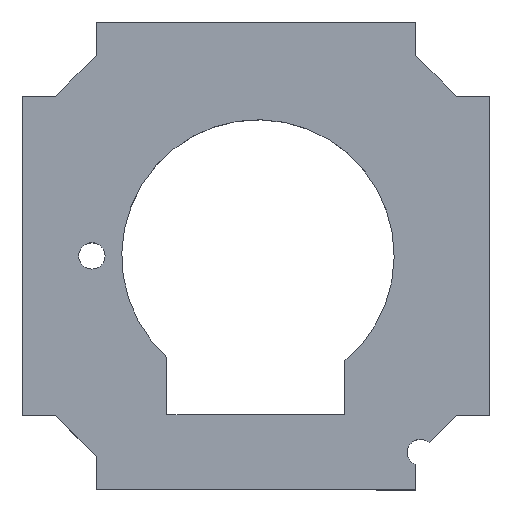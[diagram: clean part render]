
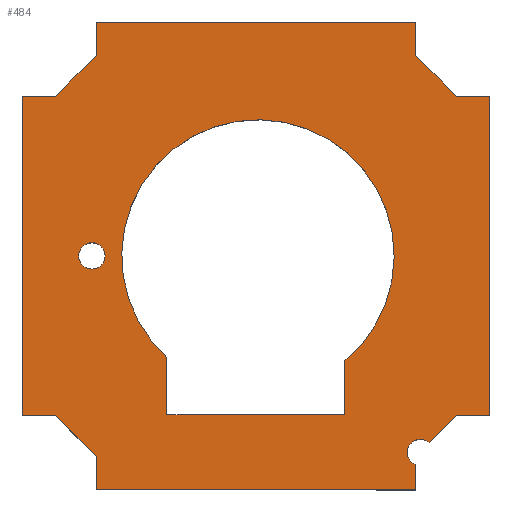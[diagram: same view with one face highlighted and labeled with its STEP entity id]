
A CAD part, top view. The second image highlights one B-rep face of the part: STEP entity #484.
In plain terms, the highlighted planar face has unit normal (0, 0, 1).
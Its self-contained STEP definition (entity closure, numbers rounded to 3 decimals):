
#17=FACE_BOUND('',#88,.T.);
#18=FACE_BOUND('',#89,.T.);
#38=PLANE('',#533);
#61=FACE_OUTER_BOUND('',#87,.T.);
#87=EDGE_LOOP('',(#430,#431,#432,#433,#434,#435,#436,#437,#438,#439,#440,
#441,#442,#443,#444,#445,#446));
#88=EDGE_LOOP('',(#447));
#89=EDGE_LOOP('',(#448,#449,#450,#451));
#114=LINE('',#718,#174);
#117=LINE('',#723,#177);
#119=LINE('',#727,#179);
#121=LINE('',#732,#181);
#124=LINE('',#737,#184);
#126=LINE('',#741,#186);
#128=LINE('',#746,#188);
#131=LINE('',#751,#191);
#133=LINE('',#755,#193);
#136=LINE('',#760,#196);
#137=LINE('',#763,#197);
#139=LINE('',#767,#199);
#141=LINE('',#770,#201);
#142=LINE('',#772,#202);
#144=LINE('',#777,#204);
#146=LINE('',#780,#206);
#147=LINE('',#782,#207);
#148=LINE('',#785,#208);
#150=LINE('',#789,#210);
#174=VECTOR('',#579,10.);
#177=VECTOR('',#584,10.);
#179=VECTOR('',#588,10.);
#181=VECTOR('',#592,10.);
#184=VECTOR('',#597,10.);
#186=VECTOR('',#601,10.);
#188=VECTOR('',#605,10.);
#191=VECTOR('',#610,10.);
#193=VECTOR('',#614,10.);
#196=VECTOR('',#619,10.);
#197=VECTOR('',#622,10.);
#199=VECTOR('',#626,10.);
#201=VECTOR('',#630,10.);
#202=VECTOR('',#633,10.);
#204=VECTOR('',#637,10.);
#206=VECTOR('',#641,10.);
#207=VECTOR('',#644,10.);
#208=VECTOR('',#647,10.);
#210=VECTOR('',#651,10.);
#213=CIRCLE('',#509,1.4);
#214=CIRCLE('',#511,1.4);
#217=CIRCLE('',#534,14.5);
#219=VERTEX_POINT('',#663);
#220=VERTEX_POINT('',#667);
#222=VERTEX_POINT('',#670);
#243=VERTEX_POINT('',#716);
#244=VERTEX_POINT('',#717);
#245=VERTEX_POINT('',#722);
#246=VERTEX_POINT('',#726);
#247=VERTEX_POINT('',#730);
#248=VERTEX_POINT('',#731);
#249=VERTEX_POINT('',#736);
#250=VERTEX_POINT('',#740);
#251=VERTEX_POINT('',#744);
#252=VERTEX_POINT('',#745);
#253=VERTEX_POINT('',#750);
#254=VERTEX_POINT('',#754);
#255=VERTEX_POINT('',#758);
#256=VERTEX_POINT('',#762);
#257=VERTEX_POINT('',#766);
#258=VERTEX_POINT('',#774);
#259=VERTEX_POINT('',#776);
#260=VERTEX_POINT('',#784);
#261=VERTEX_POINT('',#788);
#264=EDGE_CURVE('',#219,#219,#213,.T.);
#266=EDGE_CURVE('',#222,#220,#214,.T.);
#289=EDGE_CURVE('',#243,#244,#114,.T.);
#292=EDGE_CURVE('',#244,#245,#117,.T.);
#294=EDGE_CURVE('',#245,#246,#119,.T.);
#296=EDGE_CURVE('',#247,#248,#121,.T.);
#299=EDGE_CURVE('',#249,#247,#124,.T.);
#301=EDGE_CURVE('',#250,#249,#126,.T.);
#303=EDGE_CURVE('',#251,#252,#128,.T.);
#306=EDGE_CURVE('',#252,#253,#131,.T.);
#308=EDGE_CURVE('',#253,#254,#133,.T.);
#311=EDGE_CURVE('',#255,#220,#136,.T.);
#312=EDGE_CURVE('',#256,#255,#137,.T.);
#314=EDGE_CURVE('',#222,#257,#139,.T.);
#316=EDGE_CURVE('',#246,#256,#141,.T.);
#317=EDGE_CURVE('',#248,#243,#142,.T.);
#319=EDGE_CURVE('',#258,#259,#144,.T.);
#321=EDGE_CURVE('',#257,#251,#146,.T.);
#322=EDGE_CURVE('',#254,#250,#147,.T.);
#323=EDGE_CURVE('',#260,#259,#148,.T.);
#325=EDGE_CURVE('',#258,#261,#150,.T.);
#326=EDGE_CURVE('',#261,#260,#217,.T.);
#430=ORIENTED_EDGE('',*,*,#266,.T.);
#431=ORIENTED_EDGE('',*,*,#311,.F.);
#432=ORIENTED_EDGE('',*,*,#312,.F.);
#433=ORIENTED_EDGE('',*,*,#316,.F.);
#434=ORIENTED_EDGE('',*,*,#294,.F.);
#435=ORIENTED_EDGE('',*,*,#292,.F.);
#436=ORIENTED_EDGE('',*,*,#289,.F.);
#437=ORIENTED_EDGE('',*,*,#317,.F.);
#438=ORIENTED_EDGE('',*,*,#296,.F.);
#439=ORIENTED_EDGE('',*,*,#299,.F.);
#440=ORIENTED_EDGE('',*,*,#301,.F.);
#441=ORIENTED_EDGE('',*,*,#322,.F.);
#442=ORIENTED_EDGE('',*,*,#308,.F.);
#443=ORIENTED_EDGE('',*,*,#306,.F.);
#444=ORIENTED_EDGE('',*,*,#303,.F.);
#445=ORIENTED_EDGE('',*,*,#321,.F.);
#446=ORIENTED_EDGE('',*,*,#314,.F.);
#447=ORIENTED_EDGE('',*,*,#264,.T.);
#448=ORIENTED_EDGE('',*,*,#325,.T.);
#449=ORIENTED_EDGE('',*,*,#326,.T.);
#450=ORIENTED_EDGE('',*,*,#323,.T.);
#451=ORIENTED_EDGE('',*,*,#319,.F.);
#484=ADVANCED_FACE('',(#61,#17,#18),#38,.T.);
#509=AXIS2_PLACEMENT_3D('',#665,#544,#545);
#511=AXIS2_PLACEMENT_3D('',#671,#549,#550);
#533=AXIS2_PLACEMENT_3D('',#787,#649,#650);
#534=AXIS2_PLACEMENT_3D('',#790,#652,#653);
#544=DIRECTION('center_axis',(0.,0.,-1.));
#545=DIRECTION('ref_axis',(1.,0.,0.));
#549=DIRECTION('center_axis',(0.,0.,-1.));
#550=DIRECTION('ref_axis',(1.,0.,0.));
#579=DIRECTION('',(0.,-1.,0.));
#584=DIRECTION('',(0.707,-0.707,0.));
#588=DIRECTION('',(1.,0.,0.));
#592=DIRECTION('',(0.,1.,0.));
#597=DIRECTION('',(0.707,0.707,0.));
#601=DIRECTION('',(1.,0.,0.));
#605=DIRECTION('',(0.,1.,0.));
#610=DIRECTION('',(-0.707,0.707,0.));
#614=DIRECTION('',(-1.,0.,0.));
#619=DIRECTION('',(-0.707,-0.707,0.));
#622=DIRECTION('',(-1.,0.,0.));
#626=DIRECTION('',(0.,-1.,0.));
#630=DIRECTION('',(0.,-1.,0.));
#633=DIRECTION('',(1.,0.,0.));
#637=DIRECTION('',(1.,0.,0.));
#641=DIRECTION('',(-1.,0.,0.));
#644=DIRECTION('',(0.,1.,0.));
#647=DIRECTION('',(0.,-1.,0.));
#649=DIRECTION('center_axis',(0.,0.,1.));
#650=DIRECTION('ref_axis',(1.,0.,0.));
#651=DIRECTION('',(0.,1.,0.));
#652=DIRECTION('center_axis',(0.,0.,-1.));
#653=DIRECTION('ref_axis',(-0.638,0.77,0.));
#663=CARTESIAN_POINT('',(-39.795,20.93,18.));
#665=CARTESIAN_POINT('Origin',(-38.395,20.93,18.));
#667=CARTESIAN_POINT('',(-2.494,1.041,18.));
#670=CARTESIAN_POINT('',(-3.93,-1.308,18.));
#671=CARTESIAN_POINT('Origin',(-3.43,0.,18.));
#716=CARTESIAN_POINT('',(-3.93,45.83,18.));
#717=CARTESIAN_POINT('',(-3.93,42.255,18.));
#718=CARTESIAN_POINT('',(-3.93,31.593,18.));
#722=CARTESIAN_POINT('',(0.395,37.93,18.));
#723=CARTESIAN_POINT('',(-0.686,39.011,18.));
#726=CARTESIAN_POINT('',(3.97,37.93,18.));
#727=CARTESIAN_POINT('',(-8.48,37.93,18.));
#730=CARTESIAN_POINT('',(-37.93,42.255,18.));
#731=CARTESIAN_POINT('',(-37.93,45.83,18.));
#732=CARTESIAN_POINT('',(-37.93,33.38,18.));
#736=CARTESIAN_POINT('',(-42.255,37.93,18.));
#737=CARTESIAN_POINT('',(-39.011,41.174,18.));
#740=CARTESIAN_POINT('',(-45.83,37.93,18.));
#741=CARTESIAN_POINT('',(-31.593,37.93,18.));
#744=CARTESIAN_POINT('',(-37.93,-3.97,18.));
#745=CARTESIAN_POINT('',(-37.93,-0.395,18.));
#746=CARTESIAN_POINT('',(-37.93,10.267,18.));
#750=CARTESIAN_POINT('',(-42.255,3.93,18.));
#751=CARTESIAN_POINT('',(-41.174,2.849,18.));
#754=CARTESIAN_POINT('',(-45.83,3.93,18.));
#755=CARTESIAN_POINT('',(-33.38,3.93,18.));
#758=CARTESIAN_POINT('',(0.395,3.93,18.));
#760=CARTESIAN_POINT('',(-2.849,0.686,18.));
#762=CARTESIAN_POINT('',(3.97,3.93,18.));
#763=CARTESIAN_POINT('',(-10.267,3.93,18.));
#766=CARTESIAN_POINT('',(-3.93,-3.97,18.));
#767=CARTESIAN_POINT('',(-3.93,8.48,18.));
#770=CARTESIAN_POINT('',(3.97,29.33,18.));
#772=CARTESIAN_POINT('',(-29.33,45.83,18.));
#774=CARTESIAN_POINT('',(-30.409,4.03,18.));
#776=CARTESIAN_POINT('',(-11.467,4.03,18.));
#777=CARTESIAN_POINT('',(-12.53,4.03,18.));
#780=CARTESIAN_POINT('',(-12.53,-3.97,18.));
#782=CARTESIAN_POINT('',(-45.83,12.53,18.));
#784=CARTESIAN_POINT('',(-11.467,9.766,18.));
#785=CARTESIAN_POINT('',(-11.467,11.266,18.));
#787=CARTESIAN_POINT('Origin',(-20.802,20.93,18.));
#788=CARTESIAN_POINT('',(-30.409,10.142,18.));
#789=CARTESIAN_POINT('',(-30.409,15.536,18.));
#790=CARTESIAN_POINT('Origin',(-20.72,20.93,18.));
